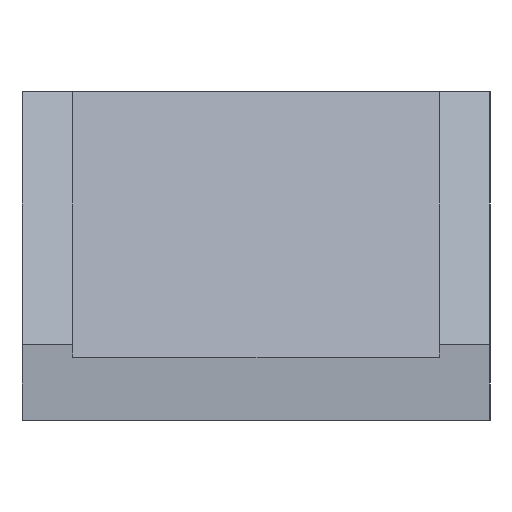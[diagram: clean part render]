
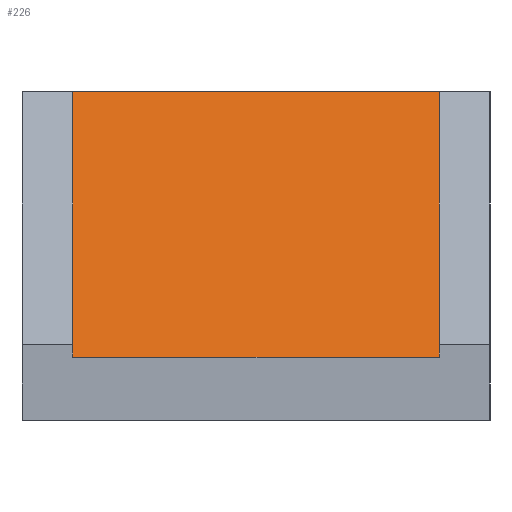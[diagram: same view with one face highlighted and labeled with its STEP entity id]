
A CAD part, left-side view. The second image highlights one B-rep face of the part: STEP entity #226.
In plain terms, the highlighted planar face has unit normal (-0.962, 0, 0.275).
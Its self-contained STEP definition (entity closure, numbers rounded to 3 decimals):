
#226=ADVANCED_FACE('',(#339),#291,.F.);
#291=PLANE('',#1831);
#339=FACE_OUTER_BOUND('',#403,.T.);
#403=EDGE_LOOP('',(#616,#617,#618,#619));
#616=ORIENTED_EDGE('',*,*,#971,.F.);
#617=ORIENTED_EDGE('',*,*,#975,.F.);
#618=ORIENTED_EDGE('',*,*,#969,.F.);
#619=ORIENTED_EDGE('',*,*,#964,.F.);
#842=VERTEX_POINT('',#2522);
#843=VERTEX_POINT('',#2524);
#846=VERTEX_POINT('',#2534);
#847=VERTEX_POINT('',#2538);
#964=EDGE_CURVE('',#842,#843,#1391,.T.);
#969=EDGE_CURVE('',#843,#846,#1394,.T.);
#971=EDGE_CURVE('',#847,#842,#1396,.T.);
#975=EDGE_CURVE('',#846,#847,#1399,.T.);
#1391=LINE('',#2523,#1573);
#1394=LINE('',#2533,#1576);
#1396=LINE('',#2537,#1578);
#1399=LINE('',#2544,#1581);
#1573=VECTOR('',#2095,1.);
#1576=VECTOR('',#2106,1.);
#1578=VECTOR('',#2110,1.);
#1581=VECTOR('',#2117,1.);
#1831=AXIS2_PLACEMENT_3D('',#2561,#2137,#2138);
#2095=DIRECTION('',(0.,-1.,0.));
#2106=DIRECTION('',(-0.275,0.,-0.962));
#2110=DIRECTION('',(0.275,0.,0.962));
#2117=DIRECTION('',(0.,1.,0.));
#2137=DIRECTION('',(0.962,0.,-0.275));
#2138=DIRECTION('',(0.,-1.,0.));
#2522=CARTESIAN_POINT('',(20.,33.,26.));
#2523=CARTESIAN_POINT('',(20.,0.,26.));
#2524=CARTESIAN_POINT('',(20.,4.,26.));
#2533=CARTESIAN_POINT('',(20.,4.,26.));
#2534=CARTESIAN_POINT('',(14.,4.,5.));
#2537=CARTESIAN_POINT('',(20.,33.,26.));
#2538=CARTESIAN_POINT('',(14.,33.,5.));
#2544=CARTESIAN_POINT('',(14.,33.,5.));
#2561=CARTESIAN_POINT('',(20.,0.,26.));
